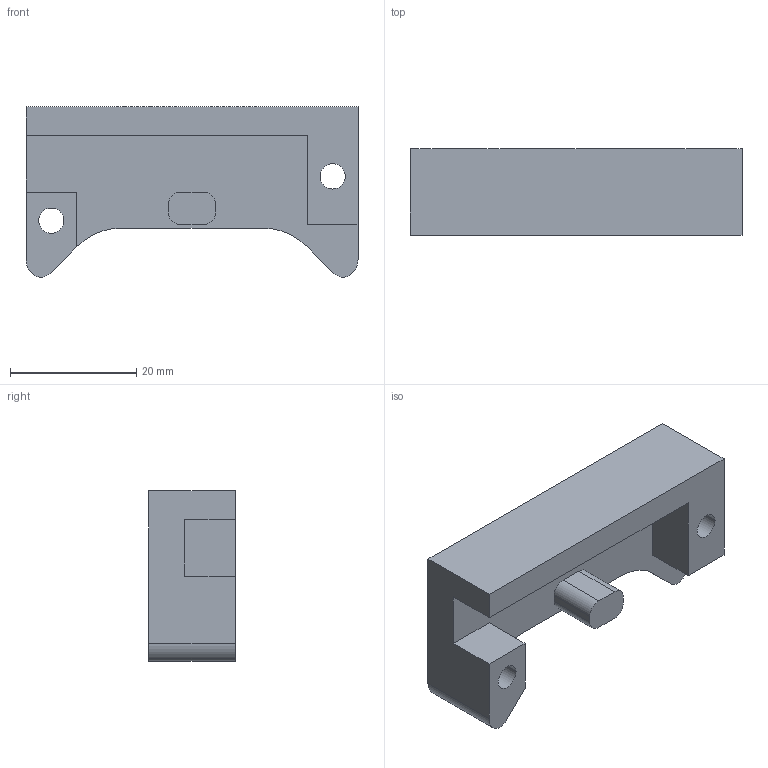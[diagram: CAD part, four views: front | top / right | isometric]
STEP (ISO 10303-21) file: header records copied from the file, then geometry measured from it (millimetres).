
FILE_DESCRIPTION((''),'2;1');
FILE_NAME('MITTELHAND_UNTEN','2025-07-13T12:38:33',('Mathias'),(''),'CREO PARAMETRIC BY PTC INC, 2023073','CREO PARAMETRIC BY PTC INC, 2023073','');
FILE_SCHEMA(('CONFIG_CONTROL_DESIGN'));
Length unit declared in the file: millimetre
Products named in the file (1): MITTELHAND_UNTEN
Bounding box: 52.5 x 13.7 x 26.94 mm (x, y, z)
Volume: 9732.4 mm3; surface area: 5127.3 mm2
Topology: 1 solids, 1 shells, 40 faces, 104 edges, 69 vertices
Faces by surface type: plane 22, cylinder 18
Entity records: 1282 total; most frequent: DIRECTION 220, CARTESIAN_POINT 213, ORIENTED_EDGE 208, EDGE_CURVE 104, AXIS2_PLACEMENT_3D 76, VERTEX_POINT 69, VECTOR 68, LINE 68
